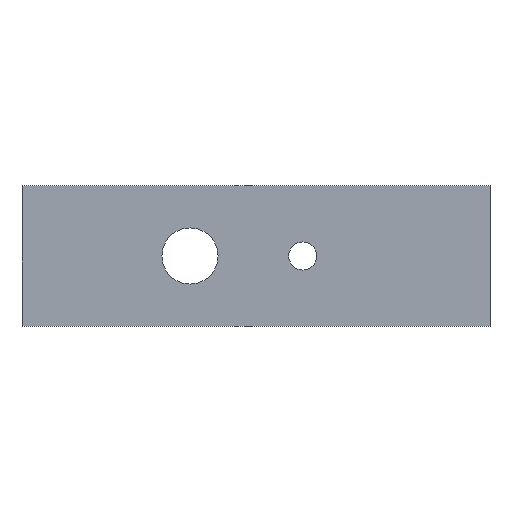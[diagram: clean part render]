
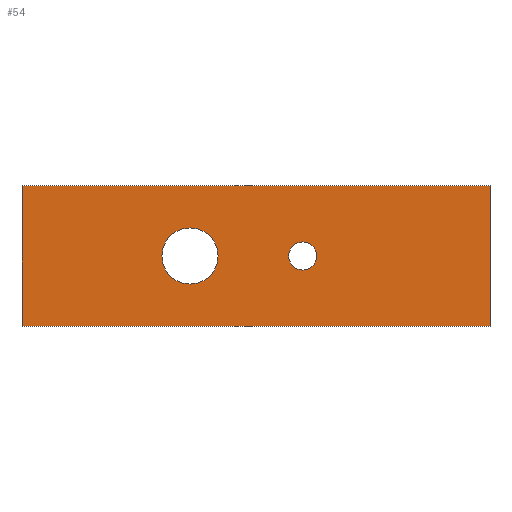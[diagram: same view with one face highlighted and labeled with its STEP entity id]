
A CAD part, top view. The second image highlights one B-rep face of the part: STEP entity #54.
In plain terms, the highlighted planar face has unit normal (0, 0, 1).
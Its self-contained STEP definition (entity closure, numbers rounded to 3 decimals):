
#54=ADVANCED_FACE('',(#72,#74,#76),#78,.T.);
#72=FACE_BOUND('',#73,.T.);
#73=EDGE_LOOP('',(#135,#136,#137,#138));
#74=FACE_BOUND('',#75,.T.);
#75=EDGE_LOOP('',(#139));
#76=FACE_BOUND('',#77,.T.);
#77=EDGE_LOOP('',(#140));
#78=PLANE('',#79);
#79=AXIS2_PLACEMENT_3D('',#80,#81,#82);
#80=CARTESIAN_POINT('',(0.,0.,4.));
#81=DIRECTION('',(0.,0.,1.));
#82=DIRECTION('',(-1.,0.,0.));
#135=ORIENTED_EDGE('',*,*,#167,.T.);
#136=ORIENTED_EDGE('',*,*,#168,.T.);
#137=ORIENTED_EDGE('',*,*,#169,.T.);
#138=ORIENTED_EDGE('',*,*,#170,.T.);
#139=ORIENTED_EDGE('',*,*,#171,.T.);
#140=ORIENTED_EDGE('',*,*,#172,.T.);
#167=EDGE_CURVE('',#189,#190,#191,.T.);
#168=EDGE_CURVE('',#190,#192,#193,.T.);
#169=EDGE_CURVE('',#192,#194,#195,.T.);
#170=EDGE_CURVE('',#194,#189,#196,.T.);
#171=EDGE_CURVE('',#197,#197,#198,.F.);
#172=EDGE_CURVE('',#199,#199,#200,.F.);
#189=VERTEX_POINT('',#231);
#190=VERTEX_POINT('',#232);
#191=LINE('',#233,#234);
#192=VERTEX_POINT('',#236);
#193=LINE('',#237,#238);
#194=VERTEX_POINT('',#240);
#195=LINE('',#241,#242);
#196=LINE('',#244,#245);
#197=VERTEX_POINT('',#247);
#198=CIRCLE('',#248,6.);
#199=VERTEX_POINT('',#252);
#200=CIRCLE('',#253,3.);
#231=CARTESIAN_POINT('',(-50.,15.,4.));
#232=CARTESIAN_POINT('',(-50.,-15.,4.));
#233=CARTESIAN_POINT('',(-50.,15.,4.));
#234=VECTOR('',#235,1.);
#235=DIRECTION('',(0.,-1.,0.));
#236=CARTESIAN_POINT('',(50.,-15.,4.));
#237=CARTESIAN_POINT('',(-50.,-15.,4.));
#238=VECTOR('',#239,1.);
#239=DIRECTION('',(1.,0.,0.));
#240=CARTESIAN_POINT('',(50.,15.,4.));
#241=CARTESIAN_POINT('',(50.,-15.,4.));
#242=VECTOR('',#243,1.);
#243=DIRECTION('',(0.,1.,0.));
#244=CARTESIAN_POINT('',(50.,15.,4.));
#245=VECTOR('',#246,1.);
#246=DIRECTION('',(-1.,0.,0.));
#247=CARTESIAN_POINT('',(-20.1,0.,4.));
#248=AXIS2_PLACEMENT_3D('',#249,#250,#251);
#249=CARTESIAN_POINT('',(-14.1,0.,4.));
#250=DIRECTION('',(0.,0.,1.));
#251=DIRECTION('',(-1.,0.,0.));
#252=CARTESIAN_POINT('',(7.,0.,4.));
#253=AXIS2_PLACEMENT_3D('',#254,#255,#256);
#254=CARTESIAN_POINT('',(10.,0.,4.));
#255=DIRECTION('',(0.,0.,1.));
#256=DIRECTION('',(-1.,0.,0.));
